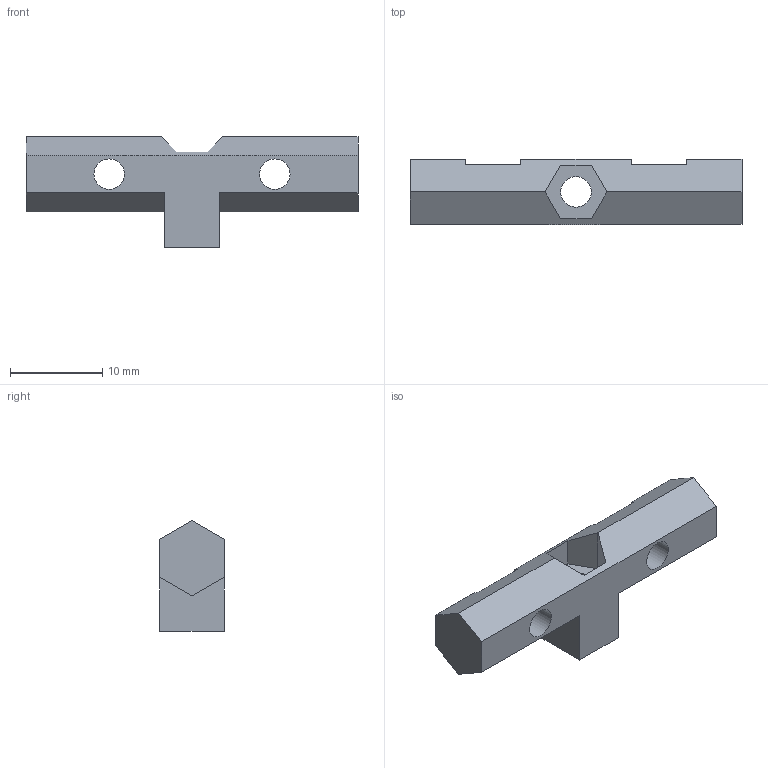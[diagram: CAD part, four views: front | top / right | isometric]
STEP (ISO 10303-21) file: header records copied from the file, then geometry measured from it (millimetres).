
FILE_DESCRIPTION(/* description */ (''),/* implementation_level */ '2;1');
FILE_NAME(/* name */ 'feed_box_isolator.step',/* time_stamp */ '2025-10-26T21:57:44+08:00',/* author */ (''),/* organization */ (''),/* preprocessor_version */ 'ST-DEVELOPER v20.1',/* originating_system */ 'Autodesk Translation Framework v14.17.0.0',/* authorisation */ '');
FILE_SCHEMA (('AUTOMOTIVE_DESIGN { 1 0 10303 214 3 1 1 }'));
Length unit declared in the file: millimetre
Products named in the file (1): FusionComponent
Bounding box: 35.9 x 7.01 x 11.95 mm (x, y, z)
Volume: 1327.1 mm3; surface area: 1362.6 mm2
Topology: 1 solids, 1 shells, 37 faces, 94 edges, 62 vertices
Faces by surface type: plane 31, cylinder 6
Full cylindrical faces by diameter (mm): 3.3 x3, 4.5 x3
Entity records: 1149 total; most frequent: CARTESIAN_POINT 194, ORIENTED_EDGE 188, DIRECTION 182, EDGE_CURVE 94, LINE 82, VECTOR 82, VERTEX_POINT 62, AXIS2_PLACEMENT_3D 50
